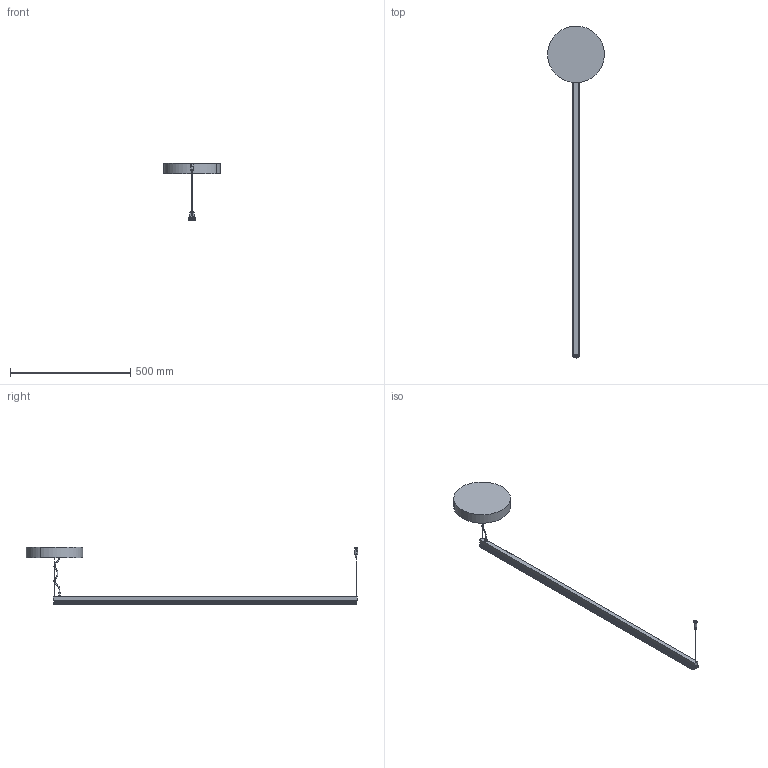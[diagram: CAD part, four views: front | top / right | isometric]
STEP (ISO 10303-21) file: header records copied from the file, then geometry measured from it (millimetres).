
FILE_DESCRIPTION(/* description */ (''),/* implementation_level */ '2;1');
FILE_NAME(/* name */ 'SOMNIUM STAND ALONE_1260 mm',/* time_stamp */ '2025-04-28T15:27:54+02:00',/* author */ (''),/* organization */ (''),/* preprocessor_version */ 'ST-DEVELOPER v16.5',/* originating_system */ 'Rhino 7.37',/* authorisation */ '');
FILE_SCHEMA (('AUTOMOTIVE_DESIGN'));
Length unit declared in the file: millimetre
Products named in the file (6): Document; Y104002274_A-CAVETTO SOSP.D.0.8 L_2000 MM 01; X306000048_--GUARNIZ.OR D.I.2_9 SP 1_78 TRST 01; Y104002274_A-CAVETTO SOSP.D.0.8 L_2000 MM; X304000029_--BLOCCACAVO DINAMICO A SOFF.COMPL.NICH.; 009859_--SOMNIUM LENTE LINEARE semplificata
Assembly tree (14 placements, depth 2):
  Document
    Y104002274_A-CAVETTO SOSP.D.0.8 L_2000 MM 01
    X306000048_--GUARNIZ.OR D.I.2_9 SP 1_78 TRST 01  x2
    Y104002274_A-CAVETTO SOSP.D.0.8 L_2000 MM
    X304000029_--BLOCCACAVO DINAMICO A SOFF.COMPL.NICH.
    009859_--SOMNIUM LENTE LINEARE semplificata  x9
Bounding box: 235.52 x 1381.87 x 238.75 mm (x, y, z)
Volume: 2448614 mm3; surface area: 407809.2 mm2
Topology: 19 solids, 19 shells, 6883 faces, 18795 edges, 11951 vertices
Faces by surface type: bspline 4815, cylinder 1488, plane 580
Entity records: 43756 total; most frequent: CARTESIAN_POINT 29053, ORIENTED_EDGE 4578, EDGE_CURVE 2289, B_SPLINE_CURVE_WITH_KNOTS 1949, VERTEX_POINT 1459, EDGE_LOOP 898, ADVANCED_FACE 871, FACE_OUTER_BOUND 871
